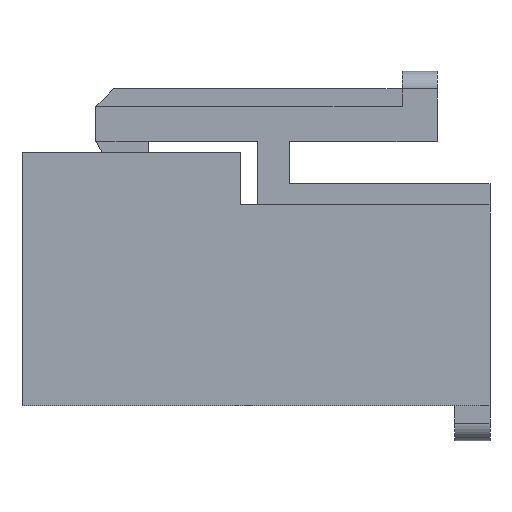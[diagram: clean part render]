
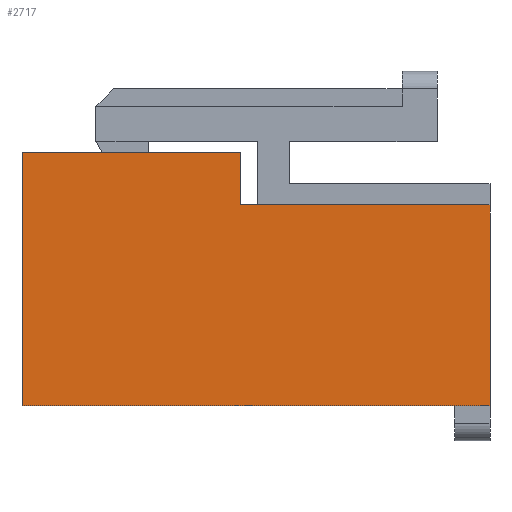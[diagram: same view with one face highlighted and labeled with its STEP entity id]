
A CAD part, left-side view. The second image highlights one B-rep face of the part: STEP entity #2717.
In plain terms, the highlighted planar face has unit normal (-1, 0, 0).
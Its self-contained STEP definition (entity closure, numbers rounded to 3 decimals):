
#57 = CARTESIAN_POINT ( 'NONE',  ( -5.91, 13.3, 3.4 ) ) ;
#373 = VERTEX_POINT ( 'NONE', #2702 ) ;
#570 = EDGE_CURVE ( 'NONE', #373, #1307, #1651, .T. ) ;
#615 = CARTESIAN_POINT ( 'NONE',  ( -5.91, 1., -3.8 ) ) ;
#713 = ORIENTED_EDGE ( 'NONE', *, *, #3699, .F. ) ;
#748 = EDGE_CURVE ( 'NONE', #4217, #3095, #4176, .T. ) ;
#789 = CARTESIAN_POINT ( 'NONE',  ( -5.91, 1., -3.8 ) ) ;
#860 = LINE ( 'NONE', #4120, #2983 ) ;
#947 = EDGE_CURVE ( 'NONE', #373, #1992, #3512, .T. ) ;
#959 = DIRECTION ( 'NONE',  ( 0., 0., 1. ) ) ;
#983 = PLANE ( 'NONE',  #4379 ) ;
#1056 = CARTESIAN_POINT ( 'NONE',  ( -5.91, 13.3, 3.4 ) ) ;
#1240 = CARTESIAN_POINT ( 'NONE',  ( -5.91, 1., 1.9 ) ) ;
#1306 = EDGE_CURVE ( 'NONE', #1992, #4217, #4573, .T. ) ;
#1307 = VERTEX_POINT ( 'NONE', #1723 ) ;
#1347 = DIRECTION ( 'NONE',  ( 0., 0., 1. ) ) ;
#1414 = CARTESIAN_POINT ( 'NONE',  ( -5.91, 0., 1.9 ) ) ;
#1492 = CARTESIAN_POINT ( 'NONE',  ( -5.91, 7.1, 3.4 ) ) ;
#1651 = LINE ( 'NONE', #789, #2371 ) ;
#1690 = ORIENTED_EDGE ( 'NONE', *, *, #947, .F. ) ;
#1723 = CARTESIAN_POINT ( 'NONE',  ( -5.91, 0., -3.8 ) ) ;
#1770 = ORIENTED_EDGE ( 'NONE', *, *, #748, .F. ) ;
#1903 = DIRECTION ( 'NONE',  ( 0., -1., 0. ) ) ;
#1914 = CARTESIAN_POINT ( 'NONE',  ( -5.91, 7.1, 3.4 ) ) ;
#1992 = VERTEX_POINT ( 'NONE', #57 ) ;
#2005 = DIRECTION ( 'NONE',  ( 0., 0., -1. ) ) ;
#2022 = VECTOR ( 'NONE', #4427, 1000. ) ;
#2371 = VECTOR ( 'NONE', #4303, 1000. ) ;
#2690 = VECTOR ( 'NONE', #3532, 1000. ) ;
#2702 = CARTESIAN_POINT ( 'NONE',  ( -5.91, 13.3, -3.8 ) ) ;
#2717 = ADVANCED_FACE ( 'NONE', ( #3673 ), #983, .F. ) ;
#2735 = EDGE_CURVE ( 'NONE', #1307, #4509, #860, .T. ) ;
#2983 = VECTOR ( 'NONE', #959, 1000. ) ;
#3079 = VECTOR ( 'NONE', #1347, 1000. ) ;
#3084 = LINE ( 'NONE', #1240, #4250 ) ;
#3095 = VERTEX_POINT ( 'NONE', #4030 ) ;
#3340 = ORIENTED_EDGE ( 'NONE', *, *, #1306, .F. ) ;
#3409 = DIRECTION ( 'NONE',  ( 1., 0., 0. ) ) ;
#3491 = CARTESIAN_POINT ( 'NONE',  ( -5.91, 13.3, -3.8 ) ) ;
#3512 = LINE ( 'NONE', #3491, #3079 ) ;
#3532 = DIRECTION ( 'NONE',  ( 0., -1., 0. ) ) ;
#3673 = FACE_OUTER_BOUND ( 'NONE', #4287, .T. ) ;
#3699 = EDGE_CURVE ( 'NONE', #3095, #4509, #3084, .T. ) ;
#4030 = CARTESIAN_POINT ( 'NONE',  ( -5.91, 7.1, 1.9 ) ) ;
#4120 = CARTESIAN_POINT ( 'NONE',  ( -5.91, 0., -3.8 ) ) ;
#4176 = LINE ( 'NONE', #1914, #2022 ) ;
#4217 = VERTEX_POINT ( 'NONE', #1492 ) ;
#4250 = VECTOR ( 'NONE', #1903, 1000. ) ;
#4287 = EDGE_LOOP ( 'NONE', ( #4324, #713, #1770, #3340, #1690, #4558 ) ) ;
#4303 = DIRECTION ( 'NONE',  ( 0., -1., 0. ) ) ;
#4324 = ORIENTED_EDGE ( 'NONE', *, *, #2735, .T. ) ;
#4379 = AXIS2_PLACEMENT_3D ( 'NONE', #615, #3409, #2005 ) ;
#4427 = DIRECTION ( 'NONE',  ( 0., 0., -1. ) ) ;
#4509 = VERTEX_POINT ( 'NONE', #1414 ) ;
#4558 = ORIENTED_EDGE ( 'NONE', *, *, #570, .T. ) ;
#4573 = LINE ( 'NONE', #1056, #2690 ) ;
